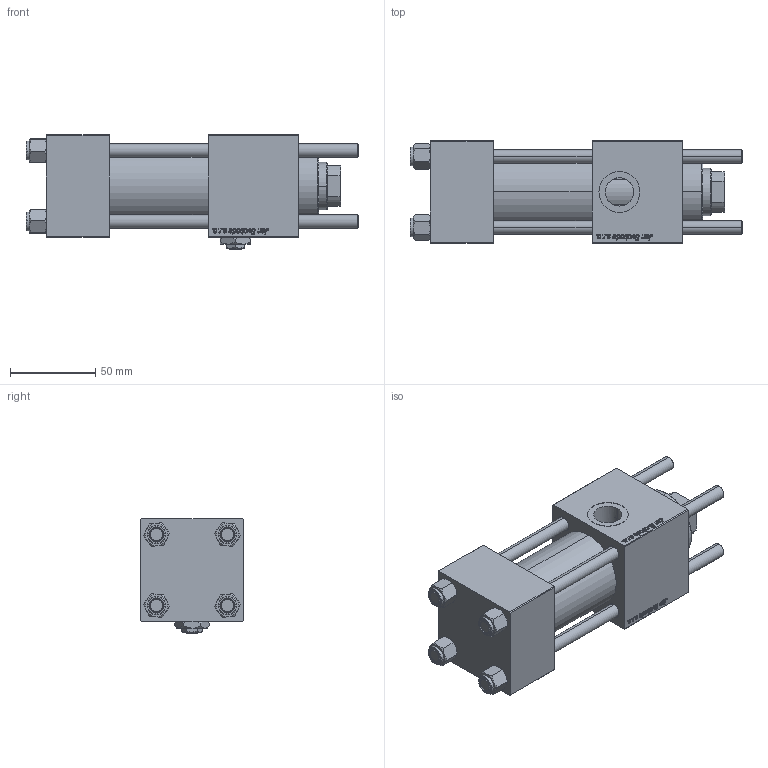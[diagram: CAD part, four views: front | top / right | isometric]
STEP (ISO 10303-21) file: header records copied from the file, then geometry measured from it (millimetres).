
FILE_DESCRIPTION (( 'STEP AP203' ), '1' );
FILE_NAME ('ed77.STEP', '2022-04-15T21:39:44', ( '' ), ( '' ), 'SwSTEP 2.0', 'SolidWorks 2019', '' );
FILE_SCHEMA (( 'CONFIG_CONTROL_DESIGN' ));
Length unit declared in the file: millimetre
Products named in the file (7): Zatka_pro_OIL_PORT 20ad9e712e3ccde5e9643c2402f14745; ed77; V215CR_B-1 20ad9e712e3ccde5e9643c2402f14745; V215CR_VCP_B 20ad9e712e3ccde5e9643c2402f14745; V215_VC_A 20ad9e712e3ccde5e9643c2402f14745; V215CR_B_TYCINKA 20ad9e712e3ccde5e9643c2402f14745; NUT_M5_B 20ad9e712e3ccde5e9643c2402f14745
Assembly tree (12 placements, depth 2):
  ed77
    V215CR_B-1 20ad9e712e3ccde5e9643c2402f14745
    V215CR_VCP_B 20ad9e712e3ccde5e9643c2402f14745
    NUT_M5_B 20ad9e712e3ccde5e9643c2402f14745  x4
    V215CR_B_TYCINKA 20ad9e712e3ccde5e9643c2402f14745  x4
    V215_VC_A 20ad9e712e3ccde5e9643c2402f14745
    Zatka_pro_OIL_PORT 20ad9e712e3ccde5e9643c2402f14745
Bounding box: 195 x 60 x 67 mm (x, y, z)
Volume: 433199.9 mm3; surface area: 121504.8 mm2
Topology: 12 solids, 12 shells, 1213 faces, 3066 edges, 1983 vertices
Faces by surface type: bspline 504, plane 458, cone 156, cylinder 87, torus 8
Entity records: 58731 total; most frequent: CARTESIAN_POINT 34650, ORIENTED_EDGE 5624, DIRECTION 3152, EDGE_CURVE 2812, VERTEX_POINT 1839, VECTOR 1490, LINE 1490, EDGE_LOOP 1221
